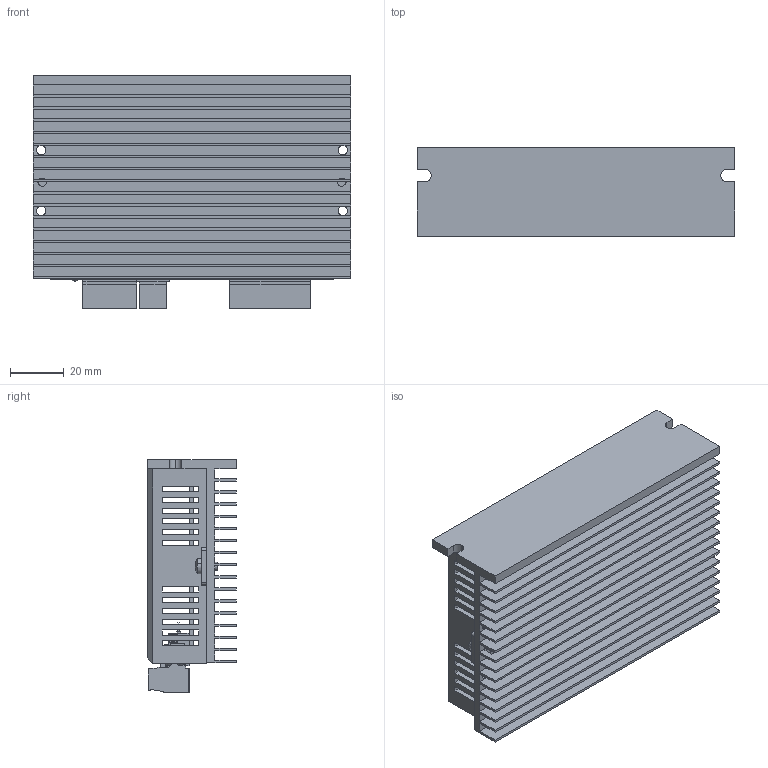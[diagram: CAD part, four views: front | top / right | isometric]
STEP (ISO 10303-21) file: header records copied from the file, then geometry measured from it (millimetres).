
FILE_DESCRIPTION (( 'STEP AP214' ), '1' );
FILE_NAME ('57驱动器装配体.STEP', '2022-06-02T09:29:55', ( '' ), ( '' ), 'SwSTEP 2.0', 'SolidWorks 2020', '' );
FILE_SCHEMA (( 'AUTOMOTIVE_DESIGN' ));
Length unit declared in the file: millimetre
Products named in the file (14): 1755516; 驱动器PCB; 蟯; 1755558; 羲壽; cross recessed pan head screws gb_GB_CROSS_SCREWS_TYPE1 M3X6-6  H type-N; 57驱动器装配体; 驱动器底板; 1754481; 1754520; 57驱动器塑壳; 1753479; 綻; 1754449
Assembly tree (14 placements, depth 2):
  57驱动器装配体
    驱动器PCB
    驱动器底板
    1753479
    1754449
    1754520
    1755516
    1755558
    1754481
    綻
    蟯
    57驱动器塑壳
    cross recessed pan head screws gb_GB_CROSS_SCREWS_TYPE1 M3X6-6  H type-N  x2
    羲壽
Bounding box: 118 x 33 x 86.5 mm (x, y, z)
Volume: 99855.1 mm3; surface area: 109072.2 mm2
Topology: 22 solids, 22 shells, 1854 faces, 4685 edges, 2997 vertices
Faces by surface type: plane 1493, cylinder 327, cone 26, torus 4, sphere 4
Entity records: 60330 total; most frequent: CARTESIAN_POINT 9762, ORIENTED_EDGE 9234, DIRECTION 9142, EDGE_CURVE 4617, VECTOR 3708, LINE 3708, VERTEX_POINT 2953, AXIS2_PLACEMENT_3D 2717
